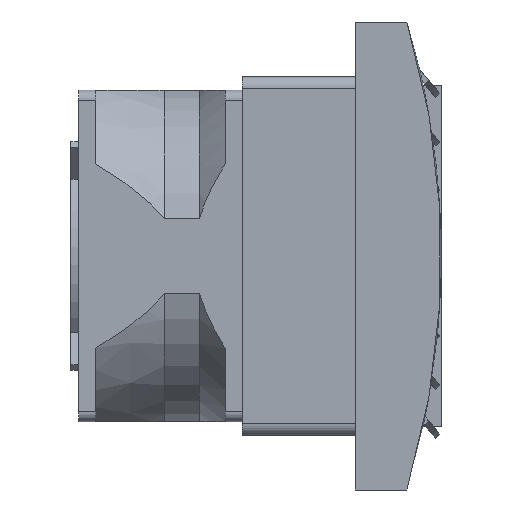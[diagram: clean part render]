
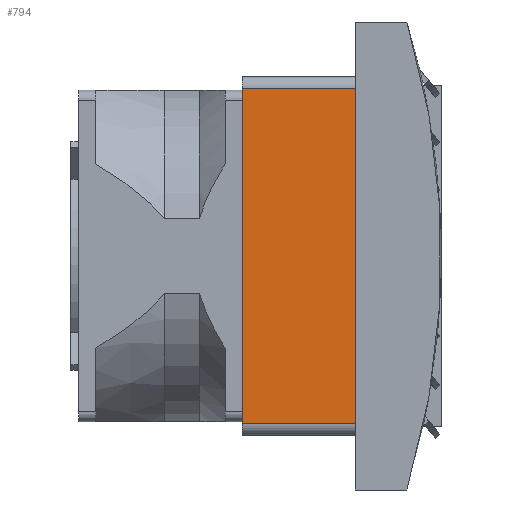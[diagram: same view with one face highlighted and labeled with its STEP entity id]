
A CAD part, left-side view. The second image highlights one B-rep face of the part: STEP entity #794.
In plain terms, the highlighted planar face has unit normal (-1, 0, 0).
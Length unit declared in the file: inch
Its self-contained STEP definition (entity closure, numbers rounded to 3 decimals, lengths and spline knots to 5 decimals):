
#714 = AXIS2_PLACEMENT_3D ( 'NONE', #2831, #5536, #16332 ) ;
#794 = ADVANCED_FACE ( 'NONE', ( #13466 ), #5644, .T. ) ;
#1264 = VECTOR ( 'NONE', #7125, 39.37008 ) ;
#1351 = DIRECTION ( 'NONE',  ( 0., 0., 1. ) ) ;
#1577 = VECTOR ( 'NONE', #3113, 39.37008 ) ;
#1616 = CARTESIAN_POINT ( 'NONE',  ( -1.81102, 0., 1.69291 ) ) ;
#2224 = VERTEX_POINT ( 'NONE', #5238 ) ;
#2730 = ORIENTED_EDGE ( 'NONE', *, *, #12695, .T. ) ;
#2831 = CARTESIAN_POINT ( 'NONE',  ( -1.81102, 0., 0. ) ) ;
#2905 = ORIENTED_EDGE ( 'NONE', *, *, #10836, .T. ) ;
#2959 = EDGE_CURVE ( 'NONE', #15207, #2224, #6840, .T. ) ;
#3113 = DIRECTION ( 'NONE',  ( 0., 0., -1. ) ) ;
#3234 = CARTESIAN_POINT ( 'NONE',  ( -1.81102, 1.14173, 0. ) ) ;
#3890 = CARTESIAN_POINT ( 'NONE',  ( -1.81102, 0., 0. ) ) ;
#5238 = CARTESIAN_POINT ( 'NONE',  ( -1.81102, 0., -1.69291 ) ) ;
#5536 = DIRECTION ( 'NONE',  ( -1., 0., 0. ) ) ;
#5644 = PLANE ( 'NONE',  #714 ) ;
#5844 = VECTOR ( 'NONE', #1351, 39.37008 ) ;
#6840 = LINE ( 'NONE', #9976, #9406 ) ;
#7125 = DIRECTION ( 'NONE',  ( 0., 1., 0. ) ) ;
#9245 = CARTESIAN_POINT ( 'NONE',  ( -1.81102, 1.14173, 1.69291 ) ) ;
#9406 = VECTOR ( 'NONE', #10196, 39.37008 ) ;
#9500 = VERTEX_POINT ( 'NONE', #9245 ) ;
#9510 = CARTESIAN_POINT ( 'NONE',  ( -1.81102, 1.14173, -1.69291 ) ) ;
#9786 = CARTESIAN_POINT ( 'NONE',  ( -1.81102, 0., 1.69291 ) ) ;
#9976 = CARTESIAN_POINT ( 'NONE',  ( -1.81102, 0., -1.69291 ) ) ;
#10196 = DIRECTION ( 'NONE',  ( 0., -1., 0. ) ) ;
#10836 = EDGE_CURVE ( 'NONE', #9500, #15207, #16952, .T. ) ;
#11063 = ORIENTED_EDGE ( 'NONE', *, *, #2959, .T. ) ;
#11779 = LINE ( 'NONE', #9786, #1264 ) ;
#12359 = EDGE_CURVE ( 'NONE', #14378, #9500, #11779, .T. ) ;
#12423 = LINE ( 'NONE', #3890, #5844 ) ;
#12695 = EDGE_CURVE ( 'NONE', #2224, #14378, #12423, .T. ) ;
#13466 = FACE_OUTER_BOUND ( 'NONE', #15994, .T. ) ;
#14378 = VERTEX_POINT ( 'NONE', #1616 ) ;
#15207 = VERTEX_POINT ( 'NONE', #9510 ) ;
#15994 = EDGE_LOOP ( 'NONE', ( #2730, #16788, #2905, #11063 ) ) ;
#16332 = DIRECTION ( 'NONE',  ( 0., -1., 0. ) ) ;
#16788 = ORIENTED_EDGE ( 'NONE', *, *, #12359, .T. ) ;
#16952 = LINE ( 'NONE', #3234, #1577 ) ;
